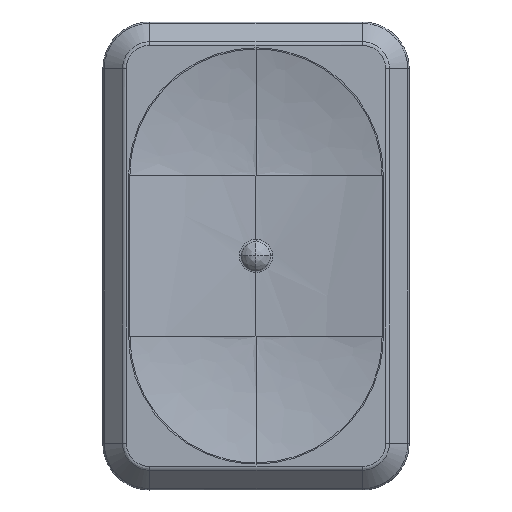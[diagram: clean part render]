
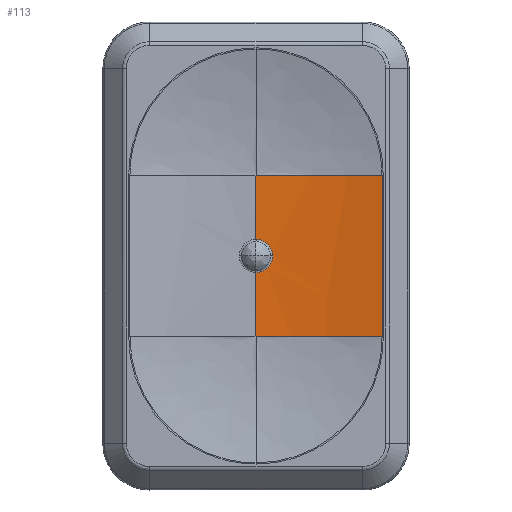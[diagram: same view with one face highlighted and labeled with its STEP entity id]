
A CAD part, top view. The second image highlights one B-rep face of the part: STEP entity #113.
In plain terms, the highlighted free-form (B-spline) face has degree [1, 2] with [2, 3] control points.
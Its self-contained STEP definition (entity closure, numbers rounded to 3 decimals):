
#113=ADVANCED_FACE('',(#216),#1448,.T.);
#216=FACE_OUTER_BOUND('',#323,.T.);
#323=EDGE_LOOP('',(#753,#754,#755,#756,#757,#758,#759));
#753=ORIENTED_EDGE('',*,*,#1005,.T.);
#754=ORIENTED_EDGE('',*,*,#999,.T.);
#755=ORIENTED_EDGE('',*,*,#943,.F.);
#756=ORIENTED_EDGE('',*,*,#952,.T.);
#757=ORIENTED_EDGE('',*,*,#934,.F.);
#758=ORIENTED_EDGE('',*,*,#953,.T.);
#759=ORIENTED_EDGE('',*,*,#1008,.F.);
#934=EDGE_CURVE('',#1342,#1345,#1076,.T.);
#943=EDGE_CURVE('',#1351,#1349,#1085,.T.);
#952=EDGE_CURVE('',#1351,#1345,#1094,.T.);
#953=EDGE_CURVE('',#1342,#1368,#1095,.T.);
#999=EDGE_CURVE('',#1367,#1349,#1123,.T.);
#1005=EDGE_CURVE('',#1366,#1367,#1233,.T.);
#1008=EDGE_CURVE('',#1366,#1368,#1236,.T.);
#1076=(
BOUNDED_CURVE()
B_SPLINE_CURVE(2,(#2980,#2981,#2982),.UNSPECIFIED.,.F.,.F.)
B_SPLINE_CURVE_WITH_KNOTS((3,3),(-7.517,-0.092),
 .UNSPECIFIED.)
CURVE()
GEOMETRIC_REPRESENTATION_ITEM()
RATIONAL_B_SPLINE_CURVE((1.,1.,1.))
REPRESENTATION_ITEM('')
);
#1085=(
BOUNDED_CURVE()
B_SPLINE_CURVE(2,(#3007,#3008,#3009),.UNSPECIFIED.,.F.,.F.)
B_SPLINE_CURVE_WITH_KNOTS((3,3),(0.092,7.517),
 .UNSPECIFIED.)
CURVE()
GEOMETRIC_REPRESENTATION_ITEM()
RATIONAL_B_SPLINE_CURVE((1.,1.,1.))
REPRESENTATION_ITEM('')
);
#1094=(
BOUNDED_CURVE()
B_SPLINE_CURVE(1,(#3034,#3035),.UNSPECIFIED.,.F.,.F.)
B_SPLINE_CURVE_WITH_KNOTS((2,2),(0.,1.),.UNSPECIFIED.)
CURVE()
GEOMETRIC_REPRESENTATION_ITEM()
RATIONAL_B_SPLINE_CURVE((1.,1.))
REPRESENTATION_ITEM('')
);
#1095=(
BOUNDED_CURVE()
B_SPLINE_CURVE(1,(#3036,#3037),.UNSPECIFIED.,.F.,.F.)
B_SPLINE_CURVE_WITH_KNOTS((2,2),(-1.,-0.603),.UNSPECIFIED.)
CURVE()
GEOMETRIC_REPRESENTATION_ITEM()
RATIONAL_B_SPLINE_CURVE((1.,1.))
REPRESENTATION_ITEM('')
);
#1123=(
BOUNDED_CURVE()
B_SPLINE_CURVE(1,(#3214,#3215),.UNSPECIFIED.,.F.,.F.)
B_SPLINE_CURVE_WITH_KNOTS((2,2),(-0.397,0.),.UNSPECIFIED.)
CURVE()
GEOMETRIC_REPRESENTATION_ITEM()
RATIONAL_B_SPLINE_CURVE((1.,1.))
REPRESENTATION_ITEM('')
);
#1233=B_SPLINE_CURVE_WITH_KNOTS('',3,(#3238,#3239,#3240,#3241,#3242,#3243,
#3244,#3245,#3246,#3247),.UNSPECIFIED.,.F.,.F.,(4,2,2,2,4),(0.,0.358,
0.715,1.073,1.43),.UNSPECIFIED.);
#1236=B_SPLINE_CURVE_WITH_KNOTS('',3,(#3264,#3265,#3266,#3267,#3268,#3269,
#3270,#3271,#3272,#3273),.UNSPECIFIED.,.F.,.F.,(4,2,2,2,4),(0.,0.358,
0.715,1.073,1.43),.UNSPECIFIED.);
#1342=VERTEX_POINT('',#2517);
#1345=VERTEX_POINT('',#2520);
#1349=VERTEX_POINT('',#2524);
#1351=VERTEX_POINT('',#2526);
#1366=VERTEX_POINT('',#2541);
#1367=VERTEX_POINT('',#2542);
#1368=VERTEX_POINT('',#2543);
#1448=(
BOUNDED_SURFACE()
B_SPLINE_SURFACE(1,2,((#1993,#1994,#1995),(#1996,#1997,#1998)),
 .UNSPECIFIED.,.F.,.F.,.F.)
B_SPLINE_SURFACE_WITH_KNOTS((2,2),(3,3),(0.,1.),(0.092,7.517),
 .UNSPECIFIED.)
GEOMETRIC_REPRESENTATION_ITEM()
RATIONAL_B_SPLINE_SURFACE(((1.,1.,1.),(1.,1.,1.)))
REPRESENTATION_ITEM('')
SURFACE()
);
#1993=CARTESIAN_POINT('',(-32.667,17.333,9.442));
#1994=CARTESIAN_POINT('',(-36.372,17.333,8.55));
#1995=CARTESIAN_POINT('',(-40.076,17.333,8.55));
#1996=CARTESIAN_POINT('',(-32.667,26.833,9.442));
#1997=CARTESIAN_POINT('',(-36.372,26.833,8.55));
#1998=CARTESIAN_POINT('',(-40.076,26.833,8.55));
#2517=CARTESIAN_POINT('',(-40.076,26.833,8.55));
#2520=CARTESIAN_POINT('',(-32.667,26.833,9.442));
#2524=CARTESIAN_POINT('',(-40.076,17.333,8.55));
#2526=CARTESIAN_POINT('',(-32.667,17.333,9.442));
#2541=CARTESIAN_POINT('',(-39.1,22.083,8.565));
#2542=CARTESIAN_POINT('',(-40.076,21.106,8.55));
#2543=CARTESIAN_POINT('',(-40.076,23.059,8.55));
#2980=CARTESIAN_POINT('',(-40.076,26.833,8.55));
#2981=CARTESIAN_POINT('',(-36.372,26.833,8.55));
#2982=CARTESIAN_POINT('',(-32.667,26.833,9.442));
#3007=CARTESIAN_POINT('',(-32.667,17.333,9.442));
#3008=CARTESIAN_POINT('',(-36.372,17.333,8.55));
#3009=CARTESIAN_POINT('',(-40.076,17.333,8.55));
#3034=CARTESIAN_POINT('',(-32.667,17.333,9.442));
#3035=CARTESIAN_POINT('',(-32.667,26.833,9.442));
#3036=CARTESIAN_POINT('',(-40.076,26.833,8.55));
#3037=CARTESIAN_POINT('',(-40.076,23.059,8.55));
#3214=CARTESIAN_POINT('',(-40.076,21.106,8.55));
#3215=CARTESIAN_POINT('',(-40.076,17.333,8.55));
#3238=CARTESIAN_POINT('',(-39.1,22.083,8.565));
#3239=CARTESIAN_POINT('',(-39.1,21.955,8.565));
#3240=CARTESIAN_POINT('',(-39.125,21.827,8.565));
#3241=CARTESIAN_POINT('',(-39.223,21.591,8.562));
#3242=CARTESIAN_POINT('',(-39.295,21.483,8.56));
#3243=CARTESIAN_POINT('',(-39.476,21.302,8.556));
#3244=CARTESIAN_POINT('',(-39.584,21.23,8.554));
#3245=CARTESIAN_POINT('',(-39.82,21.132,8.551));
#3246=CARTESIAN_POINT('',(-39.948,21.106,8.55));
#3247=CARTESIAN_POINT('',(-40.076,21.106,8.55));
#3264=CARTESIAN_POINT('',(-39.1,22.083,8.565));
#3265=CARTESIAN_POINT('',(-39.1,22.21,8.565));
#3266=CARTESIAN_POINT('',(-39.125,22.338,8.565));
#3267=CARTESIAN_POINT('',(-39.223,22.574,8.562));
#3268=CARTESIAN_POINT('',(-39.295,22.682,8.56));
#3269=CARTESIAN_POINT('',(-39.476,22.863,8.556));
#3270=CARTESIAN_POINT('',(-39.584,22.936,8.554));
#3271=CARTESIAN_POINT('',(-39.82,23.033,8.551));
#3272=CARTESIAN_POINT('',(-39.948,23.059,8.55));
#3273=CARTESIAN_POINT('',(-40.076,23.059,8.55));
